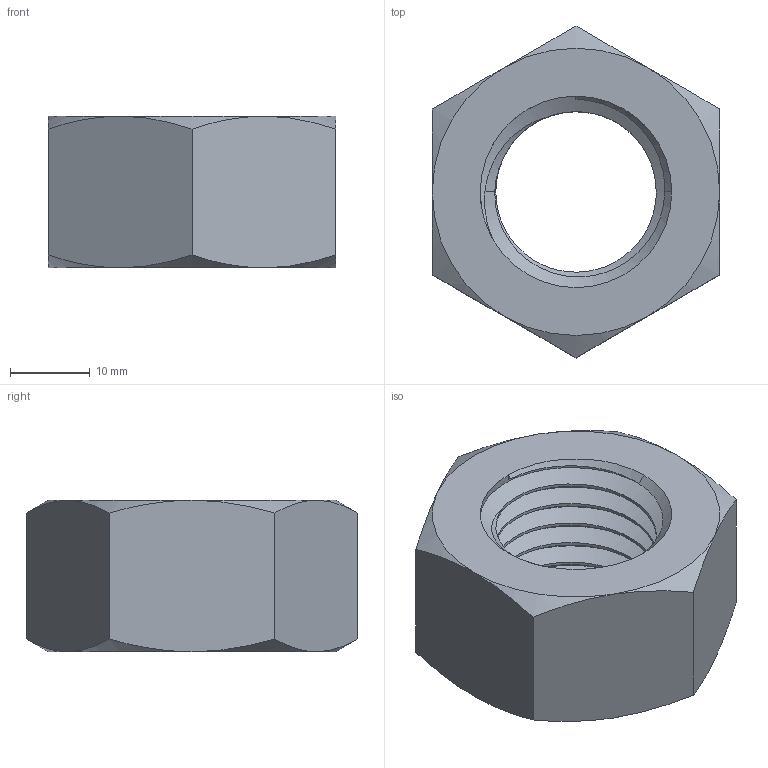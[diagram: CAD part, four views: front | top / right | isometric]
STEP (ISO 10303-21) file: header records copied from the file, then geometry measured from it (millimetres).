
FILE_DESCRIPTION (( 'STEP AP203' ), '1' );
FILE_NAME ('Metric Hex Nuts M24 x 3mm Thread.STEP', '2017-03-06T13:42:47', ( 'itdept' ), ( '' ), 'SwSTEP 2.0', 'SolidWorks 2016', '' );
FILE_SCHEMA (( 'CONFIG_CONTROL_DESIGN' ));
Length unit declared in the file: millimetre
Products named in the file (1): Metric Hex Nuts M24 x 3mm Thread
Bounding box: 36 x 41.57 x 19 mm (x, y, z)
Volume: 13841 mm3; surface area: 5873.7 mm2
Topology: 1 solids, 1 shells, 54 faces, 140 edges, 88 vertices
Faces by surface type: cylinder 25, cone 18, plane 9, bspline 2
Entity records: 3055 total; most frequent: CARTESIAN_POINT 1860, ORIENTED_EDGE 280, DIRECTION 186, EDGE_CURVE 140, VERTEX_POINT 88, AXIS2_PLACEMENT_3D 75, EDGE_LOOP 56, FACE_OUTER_BOUND 54
